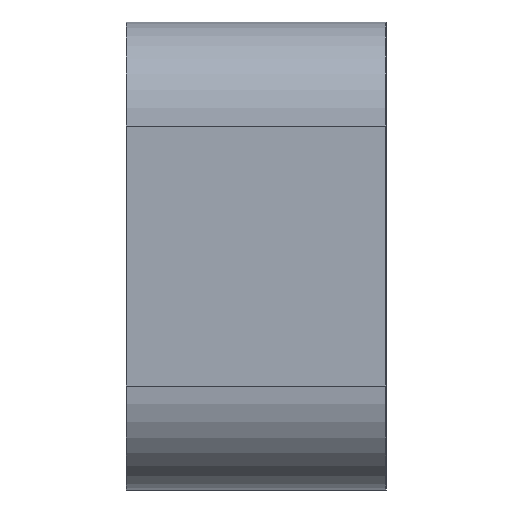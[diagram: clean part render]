
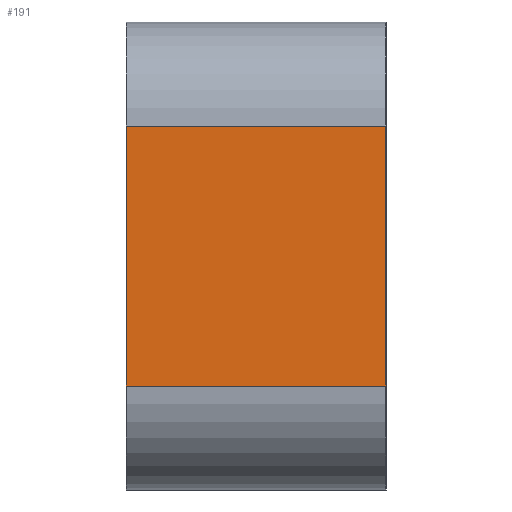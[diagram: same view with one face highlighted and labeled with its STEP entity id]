
A CAD part, left-side view. The second image highlights one B-rep face of the part: STEP entity #191.
In plain terms, the highlighted planar face has unit normal (-1, 0, 0).
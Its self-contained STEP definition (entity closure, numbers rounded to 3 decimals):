
#31 = CARTESIAN_POINT ( 'NONE',  ( -10., 5., -2.5 ) ) ;
#110 = LINE ( 'NONE', #1126, #499 ) ;
#118 = CARTESIAN_POINT ( 'NONE',  ( -10., 0., 2.5 ) ) ;
#123 = PLANE ( 'NONE',  #652 ) ;
#167 = DIRECTION ( 'NONE',  ( 0., -1., 0. ) ) ;
#179 = LINE ( 'NONE', #1020, #675 ) ;
#191 = ADVANCED_FACE ( 'NONE', ( #572 ), #123, .F. ) ;
#197 = CARTESIAN_POINT ( 'NONE',  ( -10., 0., -2.5 ) ) ;
#208 = VERTEX_POINT ( 'NONE', #822 ) ;
#211 = ORIENTED_EDGE ( 'NONE', *, *, #1188, .F. ) ;
#217 = DIRECTION ( 'NONE',  ( 0., 0., -1. ) ) ;
#222 = EDGE_CURVE ( 'NONE', #208, #845, #179, .T. ) ;
#246 = VERTEX_POINT ( 'NONE', #118 ) ;
#361 = ORIENTED_EDGE ( 'NONE', *, *, #1067, .T. ) ;
#368 = DIRECTION ( 'NONE',  ( 0., 0., 1. ) ) ;
#423 = LINE ( 'NONE', #1040, #1169 ) ;
#489 = EDGE_CURVE ( 'NONE', #767, #246, #1254, .T. ) ;
#499 = VECTOR ( 'NONE', #1022, 1000. ) ;
#572 = FACE_OUTER_BOUND ( 'NONE', #892, .T. ) ;
#577 = CARTESIAN_POINT ( 'NONE',  ( -10., 0., -2.5 ) ) ;
#614 = ORIENTED_EDGE ( 'NONE', *, *, #222, .F. ) ;
#652 = AXIS2_PLACEMENT_3D ( 'NONE', #31, #813, #217 ) ;
#675 = VECTOR ( 'NONE', #1206, 1000. ) ;
#728 = VECTOR ( 'NONE', #368, 1000. ) ;
#767 = VERTEX_POINT ( 'NONE', #197 ) ;
#813 = DIRECTION ( 'NONE',  ( 1., 0., 0. ) ) ;
#822 = CARTESIAN_POINT ( 'NONE',  ( -10., 5., -2.5 ) ) ;
#845 = VERTEX_POINT ( 'NONE', #1098 ) ;
#889 = ORIENTED_EDGE ( 'NONE', *, *, #489, .T. ) ;
#892 = EDGE_LOOP ( 'NONE', ( #889, #211, #614, #361 ) ) ;
#1020 = CARTESIAN_POINT ( 'NONE',  ( -10., 5., -2.5 ) ) ;
#1022 = DIRECTION ( 'NONE',  ( 0., -1., 0. ) ) ;
#1040 = CARTESIAN_POINT ( 'NONE',  ( -10., 5., 2.5 ) ) ;
#1067 = EDGE_CURVE ( 'NONE', #208, #767, #110, .T. ) ;
#1098 = CARTESIAN_POINT ( 'NONE',  ( -10., 5., 2.5 ) ) ;
#1126 = CARTESIAN_POINT ( 'NONE',  ( -10., 5., -2.5 ) ) ;
#1169 = VECTOR ( 'NONE', #167, 1000. ) ;
#1188 = EDGE_CURVE ( 'NONE', #845, #246, #423, .T. ) ;
#1206 = DIRECTION ( 'NONE',  ( 0., 0., 1. ) ) ;
#1254 = LINE ( 'NONE', #577, #728 ) ;
